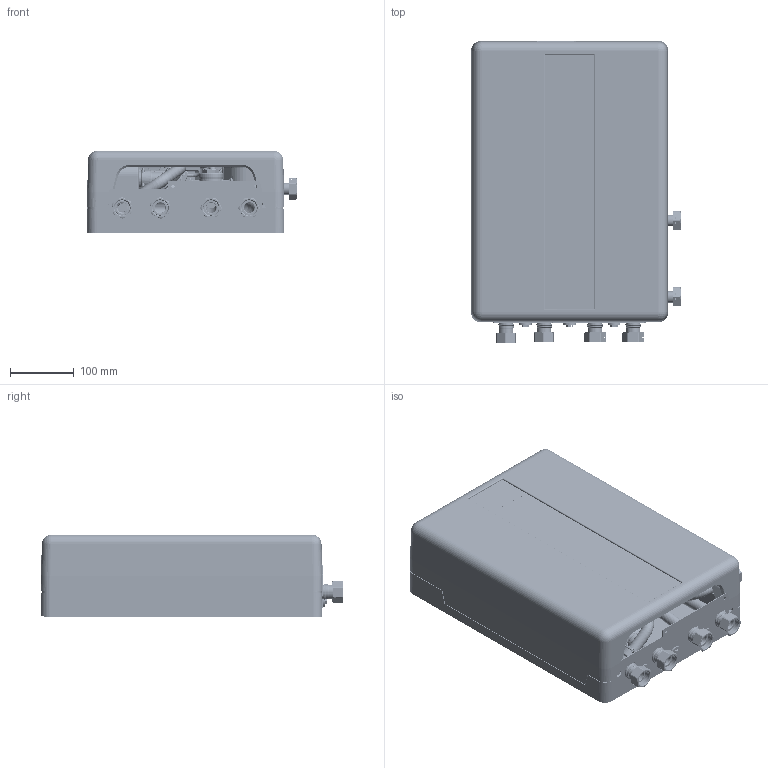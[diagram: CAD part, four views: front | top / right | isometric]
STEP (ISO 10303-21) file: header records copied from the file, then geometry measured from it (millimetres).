
FILE_DESCRIPTION (( 'STEP AP214' ), '1' );
FILE_NAME ('145B4177.STEP', '2023-09-12T09:08:25', ( '' ), ( '' ), 'SwSTEP 2.0', 'SolidWorks 2020', '' );
FILE_SCHEMA (( 'AUTOMOTIVE_DESIGN' ));
Length unit declared in the file: millimetre
Products named in the file (3): 145B4177; 145B4177-Cover; 145B4177-Unit
Assembly tree (2 placements, depth 2):
  145B4177
    145B4177-Unit
    145B4177-Cover
Bounding box: 330 x 475.6 x 130 mm (x, y, z)
Volume: 4497714.9 mm3; surface area: 1395634.3 mm2
Topology: 4 solids, 221 shells, 3497 faces, 14395 edges, 10787 vertices
Faces by surface type: cylinder 1248, plane 951, bspline 524, cone 382, torus 367, sphere 25
Entity records: 249568 total; most frequent: CARTESIAN_POINT 106358, ORIENTED_EDGE 21551, DIRECTION 18580, EDGE_CURVE 14332, VERTEX_POINT 10786, AXIS2_PLACEMENT_3D 7090, B_SPLINE_CURVE_WITH_KNOTS 4856, VECTOR 4400
